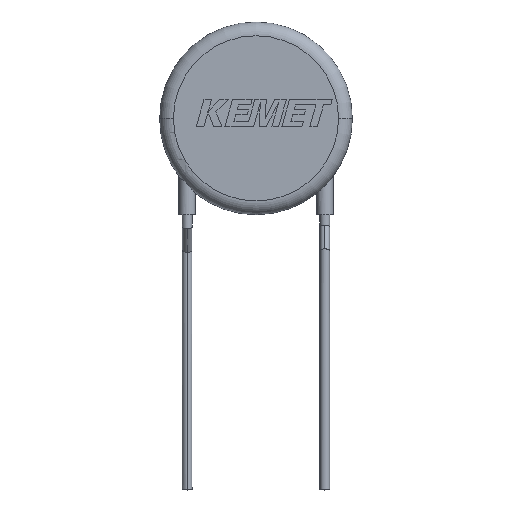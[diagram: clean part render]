
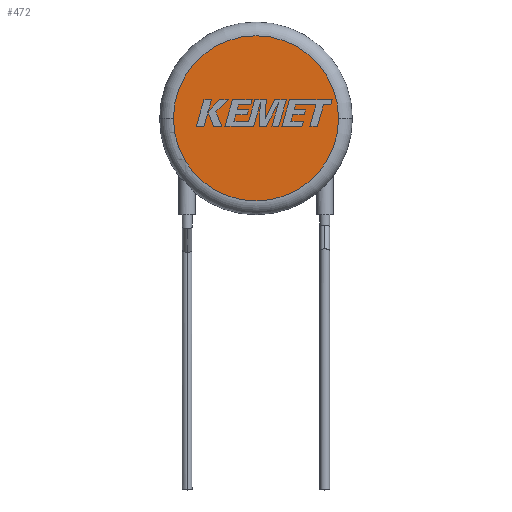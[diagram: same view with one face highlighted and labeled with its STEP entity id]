
A CAD part, top view. The second image highlights one B-rep face of the part: STEP entity #472.
In plain terms, the highlighted planar face has unit normal (0, 0, 1).
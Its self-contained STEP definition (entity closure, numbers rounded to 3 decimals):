
#472 = ADVANCED_FACE ( 'NONE', ( #1418 ), #535, .T. ) ;
#512 = EDGE_CURVE ( 'NONE', #3267, #1693, #1564, .T. ) ;
#535 = PLANE ( 'NONE',  #709 ) ;
#626 = DIRECTION ( 'NONE',  ( 0., 0., 1. ) ) ;
#696 = ORIENTED_EDGE ( 'NONE', *, *, #512, .T. ) ;
#709 = AXIS2_PLACEMENT_3D ( 'NONE', #3512, #880, #1402 ) ;
#797 = CIRCLE ( 'NONE', #3123, 6. ) ;
#880 = DIRECTION ( 'NONE',  ( 0., 0., 1. ) ) ;
#1113 = ORIENTED_EDGE ( 'NONE', *, *, #2653, .T. ) ;
#1402 = DIRECTION ( 'NONE',  ( 1., 0., 0. ) ) ;
#1418 = FACE_OUTER_BOUND ( 'NONE', #2098, .T. ) ;
#1496 = DIRECTION ( 'NONE',  ( 1., 0., 0. ) ) ;
#1515 = DIRECTION ( 'NONE',  ( 0., 0., 1. ) ) ;
#1564 = CIRCLE ( 'NONE', #2250, 6. ) ;
#1577 = CARTESIAN_POINT ( 'NONE',  ( 0., 0., 5. ) ) ;
#1693 = VERTEX_POINT ( 'NONE', #2930 ) ;
#1879 = CARTESIAN_POINT ( 'NONE',  ( 0., 0., 5. ) ) ;
#2098 = EDGE_LOOP ( 'NONE', ( #696, #1113 ) ) ;
#2250 = AXIS2_PLACEMENT_3D ( 'NONE', #1879, #626, #1496 ) ;
#2653 = EDGE_CURVE ( 'NONE', #1693, #3267, #797, .T. ) ;
#2761 = DIRECTION ( 'NONE',  ( 1., 0., 0. ) ) ;
#2930 = CARTESIAN_POINT ( 'NONE',  ( -6., 0., 5. ) ) ;
#3123 = AXIS2_PLACEMENT_3D ( 'NONE', #1577, #1515, #2761 ) ;
#3267 = VERTEX_POINT ( 'NONE', #3763 ) ;
#3512 = CARTESIAN_POINT ( 'NONE',  ( 0., 0., 5. ) ) ;
#3763 = CARTESIAN_POINT ( 'NONE',  ( 6., 0., 5. ) ) ;
